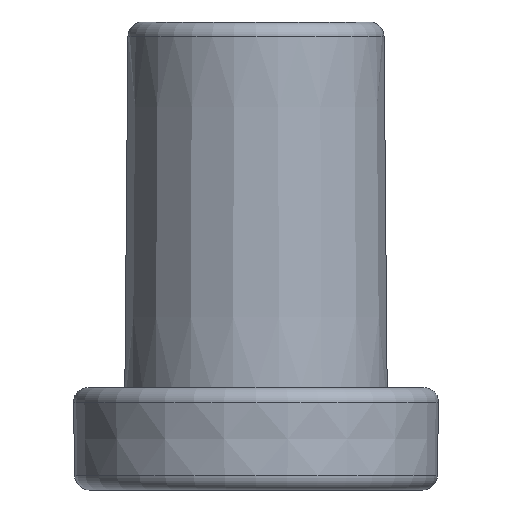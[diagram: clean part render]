
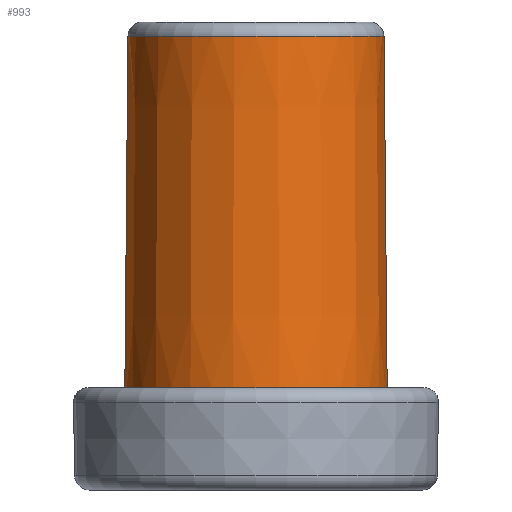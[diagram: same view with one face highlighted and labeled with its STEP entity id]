
A CAD part, left-side view. The second image highlights one B-rep face of the part: STEP entity #993.
In plain terms, the highlighted conical face has half-angle 0.5 degrees and reference radius 0.875 mm.
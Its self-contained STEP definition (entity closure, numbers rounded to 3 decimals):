
#23=CONICAL_SURFACE('',#1099,0.875,0.5);
#87=LINE('',#1933,#154);
#88=LINE('',#1936,#155);
#154=VECTOR('',#1327,10.);
#155=VECTOR('',#1330,10.);
#242=FACE_OUTER_BOUND('',#311,.T.);
#311=EDGE_LOOP('',(#777,#778,#779,#780));
#373=CIRCLE('',#1093,0.876);
#377=CIRCLE('',#1100,0.897);
#473=VERTEX_POINT('',#1911);
#475=VERTEX_POINT('',#1917);
#479=VERTEX_POINT('',#1932);
#480=VERTEX_POINT('',#1934);
#581=EDGE_CURVE('',#473,#475,#373,.T.);
#587=EDGE_CURVE('',#479,#473,#87,.T.);
#588=EDGE_CURVE('',#479,#480,#377,.F.);
#589=EDGE_CURVE('',#480,#475,#88,.T.);
#777=ORIENTED_EDGE('',*,*,#581,.F.);
#778=ORIENTED_EDGE('',*,*,#587,.F.);
#779=ORIENTED_EDGE('',*,*,#588,.T.);
#780=ORIENTED_EDGE('',*,*,#589,.T.);
#993=ADVANCED_FACE('',(#242),#23,.T.);
#1093=AXIS2_PLACEMENT_3D('',#1921,#1311,#1312);
#1099=AXIS2_PLACEMENT_3D('',#1931,#1325,#1326);
#1100=AXIS2_PLACEMENT_3D('',#1935,#1328,#1329);
#1311=DIRECTION('center_axis',(0.,0.,1.));
#1312=DIRECTION('ref_axis',(-1.,0.,0.));
#1325=DIRECTION('center_axis',(0.,0.,-1.));
#1326=DIRECTION('ref_axis',(0.,1.,0.));
#1327=DIRECTION('',(0.,-0.009,1.));
#1328=DIRECTION('center_axis',(0.,0.,-1.));
#1329=DIRECTION('ref_axis',(0.,1.,0.));
#1330=DIRECTION('',(0.,0.009,1.));
#1911=CARTESIAN_POINT('',(-4.5,0.876,2.401));
#1917=CARTESIAN_POINT('',(-4.5,-0.876,2.401));
#1921=CARTESIAN_POINT('Origin',(-4.5,0.,2.401));
#1931=CARTESIAN_POINT('Origin',(-4.5,0.,2.5));
#1932=CARTESIAN_POINT('',(-4.5,0.897,0.));
#1933=CARTESIAN_POINT('',(-4.5,0.897,0.));
#1934=CARTESIAN_POINT('',(-4.5,-0.897,0.));
#1935=CARTESIAN_POINT('Origin',(-4.5,0.,0.));
#1936=CARTESIAN_POINT('',(-4.5,-0.897,0.));
